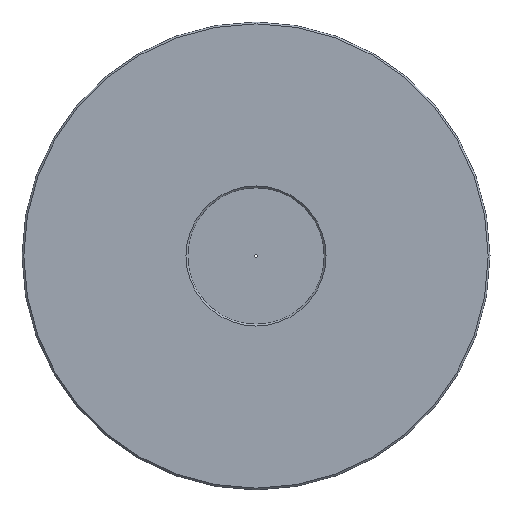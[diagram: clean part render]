
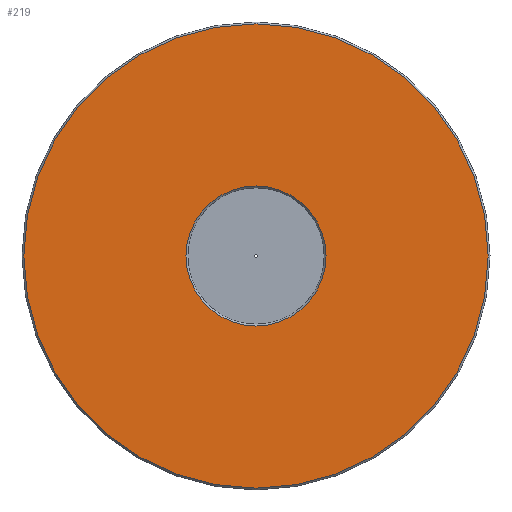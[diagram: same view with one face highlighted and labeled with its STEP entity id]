
A CAD part, left-side view. The second image highlights one B-rep face of the part: STEP entity #219.
In plain terms, the highlighted planar face has unit normal (-1, 0, 0).
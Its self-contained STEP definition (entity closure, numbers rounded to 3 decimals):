
#4 = AXIS2_PLACEMENT_3D ( 'NONE', #396, #776, #139 ) ;
#6 = VERTEX_POINT ( 'NONE', #786 ) ;
#11 = CIRCLE ( 'NONE', #125, 3.8 ) ;
#19 = PLANE ( 'NONE',  #828 ) ;
#25 = VERTEX_POINT ( 'NONE', #88 ) ;
#31 = DIRECTION ( 'NONE',  ( 1., 0., 0. ) ) ;
#34 = DIRECTION ( 'NONE',  ( 1., 0., 0. ) ) ;
#57 = CARTESIAN_POINT ( 'NONE',  ( -4.935, 1.437, 25.4 ) ) ;
#60 = VERTEX_POINT ( 'NONE', #155 ) ;
#80 = FACE_BOUND ( 'NONE', #748, .T. ) ;
#88 = CARTESIAN_POINT ( 'NONE',  ( -4.935, 1.437, 21.6 ) ) ;
#93 = DIRECTION ( 'NONE',  ( 1., 0., 0. ) ) ;
#125 = AXIS2_PLACEMENT_3D ( 'NONE', #613, #31, #555 ) ;
#134 = DIRECTION ( 'NONE',  ( 0., 0., -1. ) ) ;
#139 = DIRECTION ( 'NONE',  ( 0., 0., -1. ) ) ;
#155 = CARTESIAN_POINT ( 'NONE',  ( -4.935, 1.437, 12.8 ) ) ;
#191 = EDGE_CURVE ( 'NONE', #6, #25, #772, .T. ) ;
#195 = DIRECTION ( 'NONE',  ( -1., 0., 0. ) ) ;
#219 = ADVANCED_FACE ( 'NONE', ( #80, #360 ), #19, .F. ) ;
#285 = DIRECTION ( 'NONE',  ( 0., 0., -1. ) ) ;
#287 = ORIENTED_EDGE ( 'NONE', *, *, #552, .T. ) ;
#360 = FACE_OUTER_BOUND ( 'NONE', #823, .T. ) ;
#396 = CARTESIAN_POINT ( 'NONE',  ( -4.935, 1.437, 25.4 ) ) ;
#401 = CIRCLE ( 'NONE', #4, 12.6 ) ;
#424 = CARTESIAN_POINT ( 'NONE',  ( -4.935, 1.437, 25.4 ) ) ;
#439 = ORIENTED_EDGE ( 'NONE', *, *, #191, .T. ) ;
#445 = EDGE_CURVE ( 'NONE', #60, #749, #556, .T. ) ;
#474 = CARTESIAN_POINT ( 'NONE',  ( -4.935, 1.437, 25.4 ) ) ;
#539 = DIRECTION ( 'NONE',  ( 0., 0., -1. ) ) ;
#542 = ORIENTED_EDGE ( 'NONE', *, *, #779, .T. ) ;
#552 = EDGE_CURVE ( 'NONE', #749, #60, #401, .T. ) ;
#555 = DIRECTION ( 'NONE',  ( 0., 0., -1. ) ) ;
#556 = CIRCLE ( 'NONE', #739, 12.6 ) ;
#605 = ORIENTED_EDGE ( 'NONE', *, *, #445, .T. ) ;
#613 = CARTESIAN_POINT ( 'NONE',  ( -4.935, 1.437, 25.4 ) ) ;
#678 = CARTESIAN_POINT ( 'NONE',  ( -4.935, 1.437, 38. ) ) ;
#739 = AXIS2_PLACEMENT_3D ( 'NONE', #57, #195, #134 ) ;
#748 = EDGE_LOOP ( 'NONE', ( #439, #542 ) ) ;
#749 = VERTEX_POINT ( 'NONE', #678 ) ;
#772 = CIRCLE ( 'NONE', #785, 3.8 ) ;
#776 = DIRECTION ( 'NONE',  ( -1., 0., 0. ) ) ;
#779 = EDGE_CURVE ( 'NONE', #25, #6, #11, .T. ) ;
#785 = AXIS2_PLACEMENT_3D ( 'NONE', #424, #34, #285 ) ;
#786 = CARTESIAN_POINT ( 'NONE',  ( -4.935, 1.437, 29.2 ) ) ;
#823 = EDGE_LOOP ( 'NONE', ( #605, #287 ) ) ;
#828 = AXIS2_PLACEMENT_3D ( 'NONE', #474, #93, #539 ) ;
